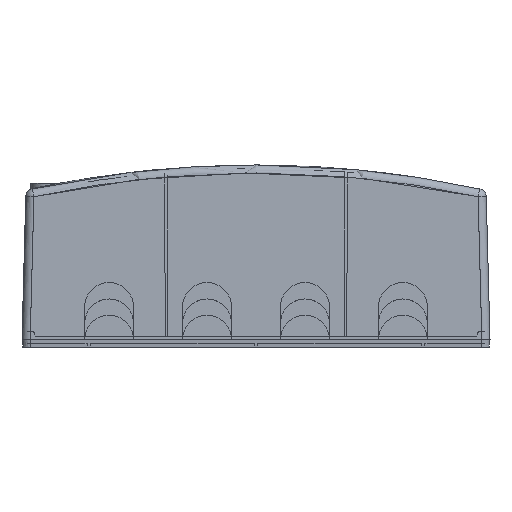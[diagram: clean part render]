
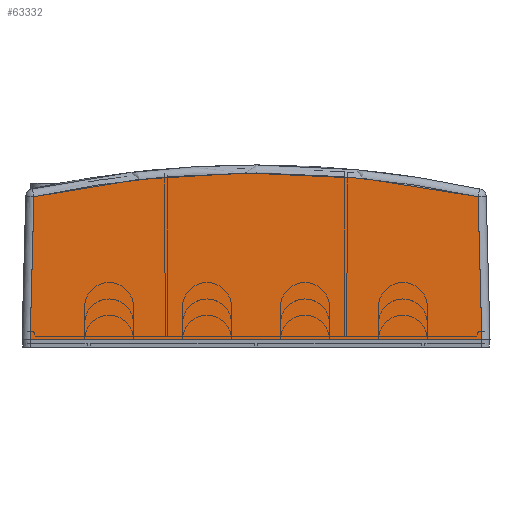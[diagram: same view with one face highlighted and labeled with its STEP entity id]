
A CAD part, front view. The second image highlights one B-rep face of the part: STEP entity #63332.
In plain terms, the highlighted face is planar.
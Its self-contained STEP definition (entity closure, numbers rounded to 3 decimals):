
#51467=CARTESIAN_POINT('',(-136.107,2.296,
-87.637));
#51468=CARTESIAN_POINT('',(-118.193,2.397,
-91.523));
#51469=CARTESIAN_POINT('',(-82.185,2.559,
-97.735));
#51470=CARTESIAN_POINT('',(-27.448,2.682,
-102.427));
#51471=CARTESIAN_POINT('',(27.448,2.682,
-102.427));
#51472=CARTESIAN_POINT('',(82.185,2.559,
-97.735));
#51473=CARTESIAN_POINT('',(118.193,2.397,
-91.523));
#51474=CARTESIAN_POINT('',(136.107,2.296,
-87.637));
#51479=DIRECTION('',(0.026,0.026,-0.999));
#51480=VECTOR('',#51479,87.697);
#51481=CARTESIAN_POINT('',(-138.402,0.,
0.));
#51482=LINE('',#51481,#51480);
#51486=DIRECTION('',(-1.,0.,0.));
#51487=VECTOR('',#51486,276.803);
#51488=CARTESIAN_POINT('',(138.402,0.,0.));
#51489=LINE('',#51488,#51487);
#51493=DIRECTION('',(0.026,-0.026,0.999));
#51494=VECTOR('',#51493,87.698);
#51495=CARTESIAN_POINT('',(136.107,2.296,
-87.637));
#51496=LINE('',#51495,#51494);
#52299=CARTESIAN_POINT('',(138.402,0.,0.));
#52300=CARTESIAN_POINT('',(-138.402,0.,
0.));
#52301=VERTEX_POINT('',#52299);
#52302=VERTEX_POINT('',#52300);
#52673=VERTEX_POINT('',#51467);
#52674=VERTEX_POINT('',#51474);
#63319=CARTESIAN_POINT('',(0.,0.,0.));
#63320=DIRECTION('',(0.,-1.,-0.026));
#63321=DIRECTION('',(0.,0.026,-1.));
#63322=AXIS2_PLACEMENT_3D('',#63319,#63320,#63321);
#63323=PLANE('',#63322);
#63325=ORIENTED_EDGE('',*,*,#63324,.F.);
#63326=ORIENTED_EDGE('',*,*,#63305,.F.);
#63327=ORIENTED_EDGE('',*,*,#53940,.F.);
#63329=ORIENTED_EDGE('',*,*,#63328,.F.);
#63330=EDGE_LOOP('',(#63325,#63326,#63327,#63329));
#63331=FACE_OUTER_BOUND('',#63330,.F.);
#51475=B_SPLINE_CURVE_WITH_KNOTS('',3,(#51467,#51468,#51469,#51470,#51471,
#51472,#51473,#51474),.UNSPECIFIED.,.F.,.F.,(4,1,1,1,1,4),(0.,0.2,0.4,
0.6,0.8,1.),.UNSPECIFIED.);
#53940=EDGE_CURVE('',#52301,#52302,#51489,.T.);
#63305=EDGE_CURVE('',#52302,#52673,#51482,.T.);
#63324=EDGE_CURVE('',#52673,#52674,#51475,.T.);
#63328=EDGE_CURVE('',#52674,#52301,#51496,.T.);
#63332=ADVANCED_FACE('',(#63331),#63323,.T.);
